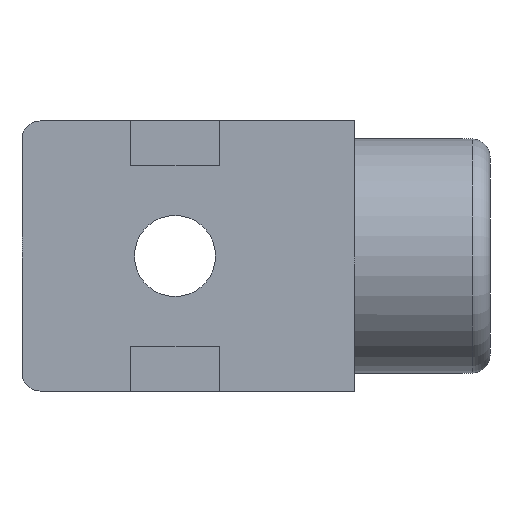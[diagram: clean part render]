
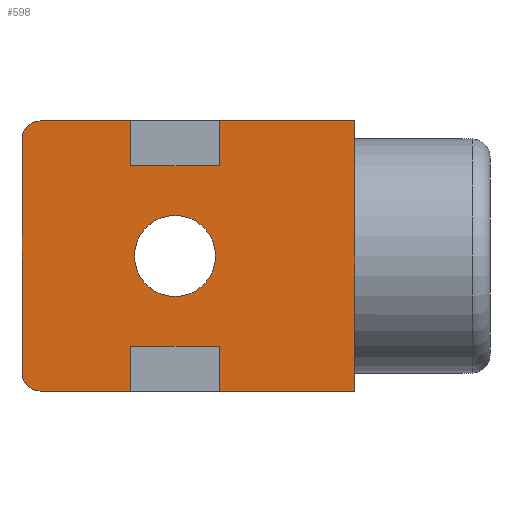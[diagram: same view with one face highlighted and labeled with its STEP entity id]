
A CAD part, left-side view. The second image highlights one B-rep face of the part: STEP entity #598.
In plain terms, the highlighted planar face has unit normal (-1, 0, 0).
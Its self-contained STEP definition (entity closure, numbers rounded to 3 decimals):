
#8 = CARTESIAN_POINT ( 'NONE',  ( 0., 15.1, 15. ) ) ;
#21 = AXIS2_PLACEMENT_3D ( 'NONE', #571, #794, #204 ) ;
#28 = DIRECTION ( 'NONE',  ( 0., 0., 1. ) ) ;
#34 = CARTESIAN_POINT ( 'NONE',  ( 0., 0., 15. ) ) ;
#40 = LINE ( 'NONE', #488, #305 ) ;
#51 = CARTESIAN_POINT ( 'NONE',  ( 0., 20., 0. ) ) ;
#55 = VERTEX_POINT ( 'NONE', #679 ) ;
#56 = EDGE_CURVE ( 'NONE', #292, #336, #879, .T. ) ;
#63 = DIRECTION ( 'NONE',  ( 0., -1., 0. ) ) ;
#65 = CARTESIAN_POINT ( 'NONE',  ( 0., 24.9, -15. ) ) ;
#69 = EDGE_CURVE ( 'NONE', #736, #682, #436, .T. ) ;
#78 = ORIENTED_EDGE ( 'NONE', *, *, #69, .F. ) ;
#83 = EDGE_LOOP ( 'NONE', ( #745, #574 ) ) ;
#86 = EDGE_CURVE ( 'NONE', #965, #928, #979, .T. ) ;
#100 = CIRCLE ( 'NONE', #729, 2. ) ;
#104 = DIRECTION ( 'NONE',  ( 0., -1., 0. ) ) ;
#108 = ORIENTED_EDGE ( 'NONE', *, *, #114, .F. ) ;
#114 = EDGE_CURVE ( 'NONE', #792, #229, #585, .T. ) ;
#115 = VERTEX_POINT ( 'NONE', #65 ) ;
#117 = LINE ( 'NONE', #344, #987 ) ;
#124 = DIRECTION ( 'NONE',  ( 0., -1., 0. ) ) ;
#127 = CARTESIAN_POINT ( 'NONE',  ( 0., 20., 4.5 ) ) ;
#133 = ORIENTED_EDGE ( 'NONE', *, *, #396, .T. ) ;
#152 = EDGE_CURVE ( 'NONE', #553, #257, #100, .T. ) ;
#163 = LINE ( 'NONE', #868, #606 ) ;
#165 = ORIENTED_EDGE ( 'NONE', *, *, #737, .F. ) ;
#167 = LINE ( 'NONE', #462, #371 ) ;
#170 = LINE ( 'NONE', #464, #419 ) ;
#184 = VERTEX_POINT ( 'NONE', #284 ) ;
#194 = CARTESIAN_POINT ( 'NONE',  ( 0., 37., 13. ) ) ;
#204 = DIRECTION ( 'NONE',  ( 0., 0., -1. ) ) ;
#209 = ORIENTED_EDGE ( 'NONE', *, *, #357, .T. ) ;
#211 = LINE ( 'NONE', #484, #763 ) ;
#214 = DIRECTION ( 'NONE',  ( -1., 0., 0. ) ) ;
#229 = VERTEX_POINT ( 'NONE', #492 ) ;
#230 = EDGE_CURVE ( 'NONE', #184, #950, #337, .T. ) ;
#233 = ORIENTED_EDGE ( 'NONE', *, *, #646, .F. ) ;
#235 = DIRECTION ( 'NONE',  ( 0., -1., 0. ) ) ;
#237 = ORIENTED_EDGE ( 'NONE', *, *, #668, .T. ) ;
#257 = VERTEX_POINT ( 'NONE', #194 ) ;
#266 = CARTESIAN_POINT ( 'NONE',  ( 0., 37., -13. ) ) ;
#269 = EDGE_CURVE ( 'NONE', #55, #184, #421, .T. ) ;
#276 = EDGE_LOOP ( 'NONE', ( #165, #108, #346, #618, #133, #78, #984, #906, #863, #233, #796, #237, #425, #209 ) ) ;
#284 = CARTESIAN_POINT ( 'NONE',  ( 0., 24.9, 10. ) ) ;
#292 = VERTEX_POINT ( 'NONE', #266 ) ;
#300 = CARTESIAN_POINT ( 'NONE',  ( 0., 35., -13. ) ) ;
#304 = EDGE_CURVE ( 'NONE', #928, #965, #388, .T. ) ;
#305 = VECTOR ( 'NONE', #353, 1000. ) ;
#326 = VECTOR ( 'NONE', #645, 1000. ) ;
#336 = VERTEX_POINT ( 'NONE', #469 ) ;
#337 = LINE ( 'NONE', #343, #857 ) ;
#343 = CARTESIAN_POINT ( 'NONE',  ( 0., 15.1, 10. ) ) ;
#344 = CARTESIAN_POINT ( 'NONE',  ( 0., 15.1, -10. ) ) ;
#346 = ORIENTED_EDGE ( 'NONE', *, *, #615, .F. ) ;
#349 = AXIS2_PLACEMENT_3D ( 'NONE', #51, #874, #413 ) ;
#353 = DIRECTION ( 'NONE',  ( 0., 0., -1. ) ) ;
#357 = EDGE_CURVE ( 'NONE', #336, #115, #163, .T. ) ;
#371 = VECTOR ( 'NONE', #235, 1000. ) ;
#388 = CIRCLE ( 'NONE', #349, 4.5 ) ;
#396 = EDGE_CURVE ( 'NONE', #597, #682, #397, .T. ) ;
#397 = LINE ( 'NONE', #847, #545 ) ;
#413 = DIRECTION ( 'NONE',  ( 0., 0., 1. ) ) ;
#419 = VECTOR ( 'NONE', #28, 1000. ) ;
#421 = LINE ( 'NONE', #725, #326 ) ;
#422 = EDGE_CURVE ( 'NONE', #950, #736, #170, .T. ) ;
#425 = ORIENTED_EDGE ( 'NONE', *, *, #56, .T. ) ;
#436 = LINE ( 'NONE', #593, #959 ) ;
#442 = DIRECTION ( 'NONE',  ( 0., 0., -1. ) ) ;
#453 = CARTESIAN_POINT ( 'NONE',  ( 0., 24.9, -10. ) ) ;
#462 = CARTESIAN_POINT ( 'NONE',  ( 0., 12., -15. ) ) ;
#464 = CARTESIAN_POINT ( 'NONE',  ( 0., 15.1, 10. ) ) ;
#469 = CARTESIAN_POINT ( 'NONE',  ( 0., 35., -15. ) ) ;
#484 = CARTESIAN_POINT ( 'NONE',  ( 0., 12., 15. ) ) ;
#488 = CARTESIAN_POINT ( 'NONE',  ( 0., 37., -15. ) ) ;
#492 = CARTESIAN_POINT ( 'NONE',  ( 0., 24.9, -10. ) ) ;
#496 = AXIS2_PLACEMENT_3D ( 'NONE', #300, #604, #920 ) ;
#501 = FACE_BOUND ( 'NONE', #83, .T. ) ;
#504 = DIRECTION ( 'NONE',  ( 0., 0., -1. ) ) ;
#523 = AXIS2_PLACEMENT_3D ( 'NONE', #908, #820, #658 ) ;
#545 = VECTOR ( 'NONE', #622, 1000. ) ;
#553 = VERTEX_POINT ( 'NONE', #869 ) ;
#571 = CARTESIAN_POINT ( 'NONE',  ( 0., 12., -15. ) ) ;
#574 = ORIENTED_EDGE ( 'NONE', *, *, #304, .F. ) ;
#585 = LINE ( 'NONE', #589, #784 ) ;
#589 = CARTESIAN_POINT ( 'NONE',  ( 0., 15.1, -10. ) ) ;
#593 = CARTESIAN_POINT ( 'NONE',  ( 0., 12., 15. ) ) ;
#597 = VERTEX_POINT ( 'NONE', #728 ) ;
#598 = ADVANCED_FACE ( 'NONE', ( #501, #787 ), #892, .F. ) ;
#604 = DIRECTION ( 'NONE',  ( -1., 0., 0. ) ) ;
#606 = VECTOR ( 'NONE', #774, 1000. ) ;
#615 = EDGE_CURVE ( 'NONE', #822, #792, #117, .T. ) ;
#618 = ORIENTED_EDGE ( 'NONE', *, *, #875, .T. ) ;
#622 = DIRECTION ( 'NONE',  ( 0., 0., 1. ) ) ;
#640 = DIRECTION ( 'NONE',  ( 0., 0., 1. ) ) ;
#645 = DIRECTION ( 'NONE',  ( 0., 0., -1. ) ) ;
#646 = EDGE_CURVE ( 'NONE', #553, #55, #211, .T. ) ;
#658 = DIRECTION ( 'NONE',  ( 0., 0., 1. ) ) ;
#668 = EDGE_CURVE ( 'NONE', #257, #292, #40, .T. ) ;
#679 = CARTESIAN_POINT ( 'NONE',  ( 0., 24.9, 15. ) ) ;
#682 = VERTEX_POINT ( 'NONE', #34 ) ;
#725 = CARTESIAN_POINT ( 'NONE',  ( 0., 24.9, 10. ) ) ;
#728 = CARTESIAN_POINT ( 'NONE',  ( 0., 0., -15. ) ) ;
#729 = AXIS2_PLACEMENT_3D ( 'NONE', #897, #214, #504 ) ;
#736 = VERTEX_POINT ( 'NONE', #8 ) ;
#737 = EDGE_CURVE ( 'NONE', #229, #115, #995, .T. ) ;
#745 = ORIENTED_EDGE ( 'NONE', *, *, #86, .F. ) ;
#763 = VECTOR ( 'NONE', #104, 1000. ) ;
#766 = CARTESIAN_POINT ( 'NONE',  ( 0., 15.1, -15. ) ) ;
#774 = DIRECTION ( 'NONE',  ( 0., -1., 0. ) ) ;
#784 = VECTOR ( 'NONE', #985, 1000. ) ;
#787 = FACE_OUTER_BOUND ( 'NONE', #276, .T. ) ;
#792 = VERTEX_POINT ( 'NONE', #830 ) ;
#794 = DIRECTION ( 'NONE',  ( 1., 0., 0. ) ) ;
#796 = ORIENTED_EDGE ( 'NONE', *, *, #152, .T. ) ;
#820 = DIRECTION ( 'NONE',  ( -1., 0., 0. ) ) ;
#822 = VERTEX_POINT ( 'NONE', #766 ) ;
#830 = CARTESIAN_POINT ( 'NONE',  ( 0., 15.1, -10. ) ) ;
#847 = CARTESIAN_POINT ( 'NONE',  ( 0., 0., -15. ) ) ;
#857 = VECTOR ( 'NONE', #124, 1000. ) ;
#863 = ORIENTED_EDGE ( 'NONE', *, *, #269, .F. ) ;
#868 = CARTESIAN_POINT ( 'NONE',  ( 0., 12., -15. ) ) ;
#869 = CARTESIAN_POINT ( 'NONE',  ( 0., 35., 15. ) ) ;
#874 = DIRECTION ( 'NONE',  ( -1., 0., 0. ) ) ;
#875 = EDGE_CURVE ( 'NONE', #822, #597, #167, .T. ) ;
#879 = CIRCLE ( 'NONE', #496, 2. ) ;
#892 = PLANE ( 'NONE',  #21 ) ;
#897 = CARTESIAN_POINT ( 'NONE',  ( 0., 35., 13. ) ) ;
#905 = CARTESIAN_POINT ( 'NONE',  ( 0., 15.1, 10. ) ) ;
#906 = ORIENTED_EDGE ( 'NONE', *, *, #230, .F. ) ;
#908 = CARTESIAN_POINT ( 'NONE',  ( 0., 20., 0. ) ) ;
#920 = DIRECTION ( 'NONE',  ( 0., 0., -1. ) ) ;
#928 = VERTEX_POINT ( 'NONE', #983 ) ;
#937 = VECTOR ( 'NONE', #442, 1000. ) ;
#950 = VERTEX_POINT ( 'NONE', #905 ) ;
#959 = VECTOR ( 'NONE', #63, 1000. ) ;
#965 = VERTEX_POINT ( 'NONE', #127 ) ;
#979 = CIRCLE ( 'NONE', #523, 4.5 ) ;
#983 = CARTESIAN_POINT ( 'NONE',  ( 0., 20., -4.5 ) ) ;
#984 = ORIENTED_EDGE ( 'NONE', *, *, #422, .F. ) ;
#985 = DIRECTION ( 'NONE',  ( 0., 1., 0. ) ) ;
#987 = VECTOR ( 'NONE', #640, 1000. ) ;
#995 = LINE ( 'NONE', #453, #937 ) ;
